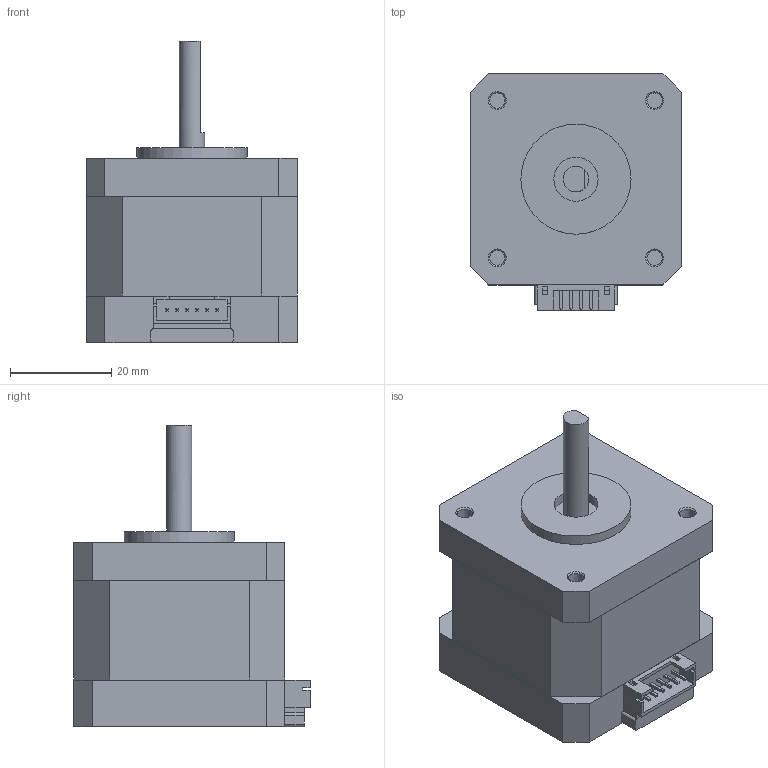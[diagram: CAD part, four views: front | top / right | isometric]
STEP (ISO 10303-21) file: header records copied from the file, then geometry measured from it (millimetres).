
FILE_DESCRIPTION(/* description */ (''),/* implementation_level */ '2;1');
FILE_NAME(/* name */ 'Part1NEMA17.stp',/* time_stamp */ '2022-11-11T15:31:51-06:00',/* author */ ('Tecneu'),/* organization */ (''),/* preprocessor_version */ 'ST-DEVELOPER v17',/* originating_system */ 'Autodesk Inventor 2019',/* authorisation */ '');
FILE_SCHEMA (('AUTOMOTIVE_DESIGN { 1 0 10303 214 3 1 1 }'));
Length unit declared in the file: millimetre
Products named in the file (1): Part1NEMA17
Bounding box: 41.62 x 46.6 x 59.4 mm (x, y, z)
Volume: 61221.1 mm3; surface area: 19103.3 mm2
Topology: 18 solids, 18 shells, 1115 faces, 2849 edges, 1866 vertices
Faces by surface type: plane 627, bspline 382, cylinder 98, cone 8
Full cylindrical faces by diameter (mm): 3 x4, 3.5 x8, 5 x2, 5.5 x4, 6.05 x4, 8.7 x3, 21.7 x1
Entity records: 36201 total; most frequent: CARTESIAN_POINT 10717, ORIENTED_EDGE 5698, DIRECTION 3775, EDGE_CURVE 2849, LINE 1927, VECTOR 1927, VERTEX_POINT 1866, EDGE_LOOP 1219
